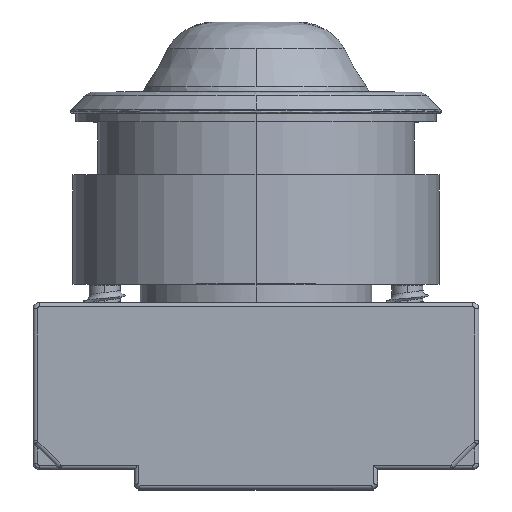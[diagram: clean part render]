
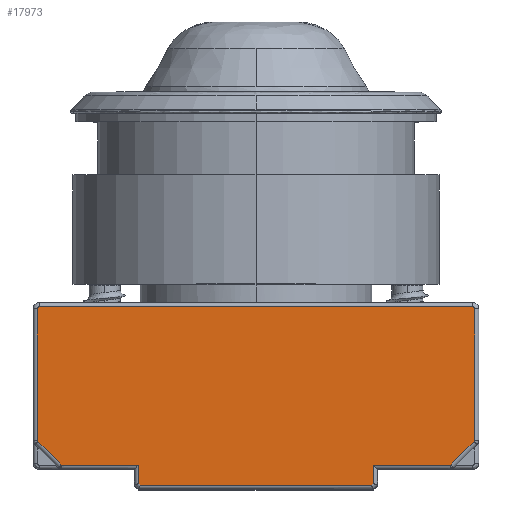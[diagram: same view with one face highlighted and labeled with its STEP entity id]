
A CAD part, top view. The second image highlights one B-rep face of the part: STEP entity #17973.
In plain terms, the highlighted planar face has unit normal (0, 0, 1).
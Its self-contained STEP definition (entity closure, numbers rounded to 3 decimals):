
#160 = CARTESIAN_POINT ( 'NONE',  ( -20.455, 16.45, 14.9 ) ) ;
#1870 = ORIENTED_EDGE ( 'NONE', *, *, #9931, .T. ) ;
#2351 = ORIENTED_EDGE ( 'NONE', *, *, #36793, .T. ) ;
#2759 = LINE ( 'NONE', #20409, #68151 ) ;
#2892 = CARTESIAN_POINT ( 'NONE',  ( -18.334, 1.55, 14.9 ) ) ;
#5426 = CARTESIAN_POINT ( 'NONE',  ( 20.6, 16.25, 14.9 ) ) ;
#5511 = B_SPLINE_CURVE_WITH_KNOTS ( 'NONE', 3,
 ( #11929, #27246, #33152, #64126 ),
 .UNSPECIFIED., .F., .F.,
 ( 4, 4 ),
 ( 0., 1. ),
 .UNSPECIFIED. ) ;
#6505 = LINE ( 'NONE', #23213, #16054 ) ;
#6902 = B_SPLINE_CURVE_WITH_KNOTS ( 'NONE', 3,
 ( #32062, #26827, #42820, #58801, #10476, #65100 ),
 .UNSPECIFIED., .F., .F.,
 ( 4, 2, 4 ),
 ( 0., 0.5, 1. ),
 .UNSPECIFIED. ) ;
#7755 = ORIENTED_EDGE ( 'NONE', *, *, #59689, .F. ) ;
#8596 = DIRECTION ( 'NONE',  ( -1., 0., 0. ) ) ;
#8670 = CARTESIAN_POINT ( 'NONE',  ( 20.541, 3.757, 14.9 ) ) ;
#8773 = B_SPLINE_CURVE_WITH_KNOTS ( 'NONE', 3,
 ( #8670, #61526, #23293, #44170 ),
 .UNSPECIFIED., .F., .F.,
 ( 4, 4 ),
 ( 0., 1. ),
 .UNSPECIFIED. ) ;
#9492 = VECTOR ( 'NONE', #55064, 1000. ) ;
#9720 = ORIENTED_EDGE ( 'NONE', *, *, #13434, .T. ) ;
#9931 = EDGE_CURVE ( 'NONE', #57685, #52406, #20843, .T. ) ;
#10476 = CARTESIAN_POINT ( 'NONE',  ( 20.456, 16.45, 14.9 ) ) ;
#11071 = FACE_OUTER_BOUND ( 'NONE', #45943, .T. ) ;
#11140 = CARTESIAN_POINT ( 'NONE',  ( -20.541, 3.757, 14.9 ) ) ;
#11386 = DIRECTION ( 'NONE',  ( 0.707, 0.707, 0. ) ) ;
#11929 = CARTESIAN_POINT ( 'NONE',  ( -20.6, 3.899, 14.9 ) ) ;
#12261 = ORIENTED_EDGE ( 'NONE', *, *, #64529, .T. ) ;
#13434 = EDGE_CURVE ( 'NONE', #63393, #43042, #5511, .T. ) ;
#14083 = CARTESIAN_POINT ( 'NONE',  ( 20.6, 3.899, 14.9 ) ) ;
#14169 = VERTEX_POINT ( 'NONE', #5426 ) ;
#15281 = LINE ( 'NONE', #46893, #43964 ) ;
#15954 = PLANE ( 'NONE',  #68269 ) ;
#16035 = LINE ( 'NONE', #11140, #32089 ) ;
#16054 = VECTOR ( 'NONE', #44420, 1000. ) ;
#16263 = ORIENTED_EDGE ( 'NONE', *, *, #52689, .T. ) ;
#16661 = VERTEX_POINT ( 'NONE', #68633 ) ;
#17312 = EDGE_CURVE ( 'NONE', #37684, #67487, #61631, .T. ) ;
#17973 = ADVANCED_FACE ( 'NONE', ( #11071 ), #15954, .T. ) ;
#18200 = CARTESIAN_POINT ( 'NONE',  ( 20.6, 16.85, 14.9 ) ) ;
#20143 = CARTESIAN_POINT ( 'NONE',  ( 11.05, 1.55, 14.9 ) ) ;
#20409 = CARTESIAN_POINT ( 'NONE',  ( 20.418, 16.45, 14.9 ) ) ;
#20843 = LINE ( 'NONE', #32623, #66200 ) ;
#21084 = CARTESIAN_POINT ( 'NONE',  ( -20.6, 16.85, 14.9 ) ) ;
#22268 = LINE ( 'NONE', #43144, #45164 ) ;
#22433 = CARTESIAN_POINT ( 'NONE',  ( 18.334, 1.55, 14.9 ) ) ;
#22639 = EDGE_CURVE ( 'NONE', #51310, #47227, #6505, .T. ) ;
#23213 = CARTESIAN_POINT ( 'NONE',  ( -11.05, 16.85, 14.9 ) ) ;
#23293 = CARTESIAN_POINT ( 'NONE',  ( 20.6, 3.843, 14.9 ) ) ;
#23404 = EDGE_CURVE ( 'NONE', #43042, #28722, #16035, .T. ) ;
#23729 = CARTESIAN_POINT ( 'NONE',  ( -20.4, 16.45, 14.9 ) ) ;
#23906 = LINE ( 'NONE', #29132, #44737 ) ;
#24333 = CARTESIAN_POINT ( 'NONE',  ( 11.05, -0.184, 14.9 ) ) ;
#24578 = VECTOR ( 'NONE', #43946, 1000. ) ;
#26056 = DIRECTION ( 'NONE',  ( 0.707, -0.707, 0. ) ) ;
#26346 = CARTESIAN_POINT ( 'NONE',  ( -11.05, -0.184, 14.9 ) ) ;
#26450 = EDGE_CURVE ( 'NONE', #37970, #14169, #44621, .T. ) ;
#26671 = CARTESIAN_POINT ( 'NONE',  ( -20.4, 16.45, 14.9 ) ) ;
#26744 = CARTESIAN_POINT ( 'NONE',  ( -11.05, 1.55, 14.9 ) ) ;
#26827 = CARTESIAN_POINT ( 'NONE',  ( 20.6, 16.305, 14.9 ) ) ;
#27246 = CARTESIAN_POINT ( 'NONE',  ( -20.6, 3.843, 14.9 ) ) ;
#28722 = VERTEX_POINT ( 'NONE', #2892 ) ;
#29132 = CARTESIAN_POINT ( 'NONE',  ( -75.751, 1.55, 14.9 ) ) ;
#29656 = DIRECTION ( 'NONE',  ( -1., 0., 0. ) ) ;
#31179 = CARTESIAN_POINT ( 'NONE',  ( 11.05, 16.85, 14.9 ) ) ;
#31277 = DIRECTION ( 'NONE',  ( 1., 0., 0. ) ) ;
#32062 = CARTESIAN_POINT ( 'NONE',  ( 20.6, 16.25, 14.9 ) ) ;
#32089 = VECTOR ( 'NONE', #37257, 1000. ) ;
#32623 = CARTESIAN_POINT ( 'NONE',  ( 10.884, -0.35, 14.9 ) ) ;
#33152 = CARTESIAN_POINT ( 'NONE',  ( -20.58, 3.796, 14.9 ) ) ;
#33547 = VERTEX_POINT ( 'NONE', #38559 ) ;
#33565 = CARTESIAN_POINT ( 'NONE',  ( -20.541, 3.757, 14.9 ) ) ;
#34089 = DIRECTION ( 'NONE',  ( 1., 0., 0. ) ) ;
#34830 = CARTESIAN_POINT ( 'NONE',  ( -75.751, 1.55, 14.9 ) ) ;
#36540 = CARTESIAN_POINT ( 'NONE',  ( 20.4, 16.45, 14.9 ) ) ;
#36793 = EDGE_CURVE ( 'NONE', #14169, #46784, #6902, .T. ) ;
#37257 = DIRECTION ( 'NONE',  ( 0.707, -0.707, 0. ) ) ;
#37520 = CARTESIAN_POINT ( 'NONE',  ( 0., 16.85, 14.9 ) ) ;
#37684 = VERTEX_POINT ( 'NONE', #26671 ) ;
#37970 = VERTEX_POINT ( 'NONE', #14083 ) ;
#38285 = EDGE_CURVE ( 'NONE', #50481, #33547, #65531, .T. ) ;
#38559 = CARTESIAN_POINT ( 'NONE',  ( 20.541, 3.757, 14.9 ) ) ;
#38999 = ORIENTED_EDGE ( 'NONE', *, *, #51343, .F. ) ;
#39558 = VECTOR ( 'NONE', #29656, 1000. ) ;
#41253 = LINE ( 'NONE', #31179, #58176 ) ;
#41610 = DIRECTION ( 'NONE',  ( 1., 0., 0. ) ) ;
#42274 = DIRECTION ( 'NONE',  ( 0., -1., 0. ) ) ;
#42820 = CARTESIAN_POINT ( 'NONE',  ( 20.58, 16.352, 14.9 ) ) ;
#43042 = VERTEX_POINT ( 'NONE', #33565 ) ;
#43144 = CARTESIAN_POINT ( 'NONE',  ( 0., -0.35, 14.9 ) ) ;
#43536 = EDGE_CURVE ( 'NONE', #47227, #16661, #15281, .T. ) ;
#43946 = DIRECTION ( 'NONE',  ( 0., 1., 0. ) ) ;
#43964 = VECTOR ( 'NONE', #26056, 1000. ) ;
#44170 = CARTESIAN_POINT ( 'NONE',  ( 20.6, 3.899, 14.9 ) ) ;
#44420 = DIRECTION ( 'NONE',  ( 0., -1., 0. ) ) ;
#44621 = LINE ( 'NONE', #18200, #24578 ) ;
#44659 = ORIENTED_EDGE ( 'NONE', *, *, #38285, .T. ) ;
#44737 = VECTOR ( 'NONE', #8596, 1000. ) ;
#44799 = ORIENTED_EDGE ( 'NONE', *, *, #62960, .T. ) ;
#45164 = VECTOR ( 'NONE', #34089, 1000. ) ;
#45943 = EDGE_LOOP ( 'NONE', ( #64649, #44799, #1870, #12261, #38999, #44659, #59986, #52618, #2351, #53646, #67445, #16263, #9720, #53692, #7755, #66067 ) ) ;
#46784 = VERTEX_POINT ( 'NONE', #36540 ) ;
#46893 = CARTESIAN_POINT ( 'NONE',  ( -11.05, -0.184, 14.9 ) ) ;
#47227 = VERTEX_POINT ( 'NONE', #26346 ) ;
#47803 = CARTESIAN_POINT ( 'NONE',  ( -20.6, 16.25, 14.9 ) ) ;
#48165 = CARTESIAN_POINT ( 'NONE',  ( -20.6, 16.25, 14.9 ) ) ;
#50481 = VERTEX_POINT ( 'NONE', #22433 ) ;
#51257 = CARTESIAN_POINT ( 'NONE',  ( -20.6, 3.899, 14.9 ) ) ;
#51310 = VERTEX_POINT ( 'NONE', #26744 ) ;
#51343 = EDGE_CURVE ( 'NONE', #50481, #64140, #23906, .T. ) ;
#52154 = EDGE_CURVE ( 'NONE', #37684, #46784, #2759, .T. ) ;
#52406 = VERTEX_POINT ( 'NONE', #24333 ) ;
#52618 = ORIENTED_EDGE ( 'NONE', *, *, #26450, .T. ) ;
#52689 = EDGE_CURVE ( 'NONE', #67487, #63393, #68745, .T. ) ;
#53646 = ORIENTED_EDGE ( 'NONE', *, *, #52154, .F. ) ;
#53692 = ORIENTED_EDGE ( 'NONE', *, *, #23404, .T. ) ;
#53722 = VECTOR ( 'NONE', #42274, 1000. ) ;
#54562 = CARTESIAN_POINT ( 'NONE',  ( 10.884, -0.35, 14.9 ) ) ;
#55064 = DIRECTION ( 'NONE',  ( 0.707, 0.707, 0. ) ) ;
#55711 = LINE ( 'NONE', #34830, #39558 ) ;
#57685 = VERTEX_POINT ( 'NONE', #54562 ) ;
#58035 = DIRECTION ( 'NONE',  ( 0., 0., 1. ) ) ;
#58176 = VECTOR ( 'NONE', #62486, 1000. ) ;
#58801 = CARTESIAN_POINT ( 'NONE',  ( 20.503, 16.43, 14.9 ) ) ;
#58854 = EDGE_CURVE ( 'NONE', #33547, #37970, #8773, .T. ) ;
#59689 = EDGE_CURVE ( 'NONE', #51310, #28722, #55711, .T. ) ;
#59986 = ORIENTED_EDGE ( 'NONE', *, *, #58854, .T. ) ;
#60954 = CARTESIAN_POINT ( 'NONE',  ( -20.502, 16.43, 14.9 ) ) ;
#61526 = CARTESIAN_POINT ( 'NONE',  ( 20.58, 3.796, 14.9 ) ) ;
#61631 = B_SPLINE_CURVE_WITH_KNOTS ( 'NONE', 3,
 ( #23729, #160, #60954, #63858, #64554, #48165 ),
 .UNSPECIFIED., .F., .F.,
 ( 4, 2, 4 ),
 ( 0., 0.5, 1. ),
 .UNSPECIFIED. ) ;
#62486 = DIRECTION ( 'NONE',  ( 0., 1., 0. ) ) ;
#62960 = EDGE_CURVE ( 'NONE', #16661, #57685, #22268, .T. ) ;
#63393 = VERTEX_POINT ( 'NONE', #51257 ) ;
#63858 = CARTESIAN_POINT ( 'NONE',  ( -20.58, 16.353, 14.9 ) ) ;
#64126 = CARTESIAN_POINT ( 'NONE',  ( -20.541, 3.757, 14.9 ) ) ;
#64140 = VERTEX_POINT ( 'NONE', #20143 ) ;
#64529 = EDGE_CURVE ( 'NONE', #52406, #64140, #41253, .T. ) ;
#64554 = CARTESIAN_POINT ( 'NONE',  ( -20.6, 16.306, 14.9 ) ) ;
#64649 = ORIENTED_EDGE ( 'NONE', *, *, #43536, .T. ) ;
#65100 = CARTESIAN_POINT ( 'NONE',  ( 20.4, 16.45, 14.9 ) ) ;
#65531 = LINE ( 'NONE', #65860, #9492 ) ;
#65860 = CARTESIAN_POINT ( 'NONE',  ( 18.334, 1.55, 14.9 ) ) ;
#66067 = ORIENTED_EDGE ( 'NONE', *, *, #22639, .T. ) ;
#66200 = VECTOR ( 'NONE', #11386, 1000. ) ;
#67445 = ORIENTED_EDGE ( 'NONE', *, *, #17312, .T. ) ;
#67487 = VERTEX_POINT ( 'NONE', #47803 ) ;
#68151 = VECTOR ( 'NONE', #41610, 1000. ) ;
#68269 = AXIS2_PLACEMENT_3D ( 'NONE', #37520, #58035, #31277 ) ;
#68633 = CARTESIAN_POINT ( 'NONE',  ( -10.884, -0.35, 14.9 ) ) ;
#68745 = LINE ( 'NONE', #21084, #53722 ) ;
